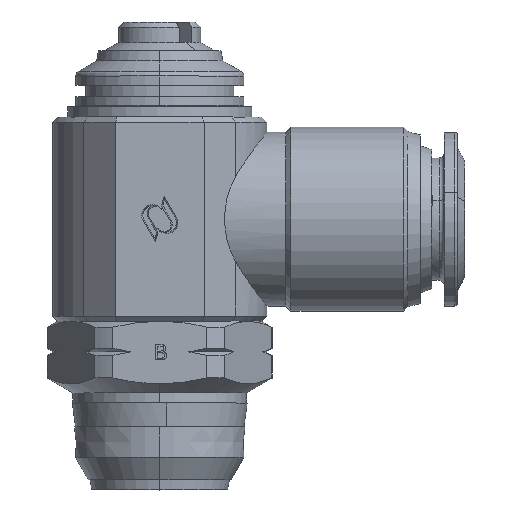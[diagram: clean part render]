
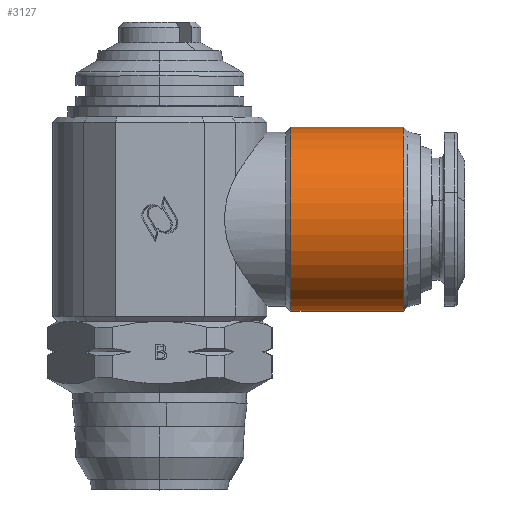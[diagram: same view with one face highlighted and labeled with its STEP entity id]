
A CAD part, top view. The second image highlights one B-rep face of the part: STEP entity #3127.
In plain terms, the highlighted cylindrical face has radius 9 mm (diameter 18 mm), a partial arc.
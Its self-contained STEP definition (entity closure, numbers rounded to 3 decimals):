
#1727 = AXIS2_PLACEMENT_3D ( 'NONE', #2185, #2186, #2194 ) ;
#2185 = CARTESIAN_POINT ( 'NONE',  ( 25.5, 26.5, 0. ) ) ;
#2186 = DIRECTION ( 'NONE',  ( -1., 0., 0. ) ) ;
#2194 = DIRECTION ( 'NONE',  ( 0., -1., 0. ) ) ;
#2346 = ORIENTED_EDGE ( 'NONE', *, *, #3340, .T. ) ;
#2347 = ORIENTED_EDGE ( 'NONE', *, *, #3342, .T. ) ;
#2348 = ORIENTED_EDGE ( 'NONE', *, *, #3343, .F. ) ;
#2349 = ORIENTED_EDGE ( 'NONE', *, *, #3344, .F. ) ;
#2983 = EDGE_LOOP ( 'NONE', ( #2346, #2347, #2348, #2349 ) ) ;
#3127 = ADVANCED_FACE ( 'NONE', ( #8440 ), #8448, .T. ) ;
#3340 = EDGE_CURVE ( 'NONE', #5538, #5539, #6040, .T. ) ;
#3342 = EDGE_CURVE ( 'NONE', #5539, #5537, #6043, .T. ) ;
#3343 = EDGE_CURVE ( 'NONE', #5536, #5537, #6045, .T. ) ;
#3344 = EDGE_CURVE ( 'NONE', #5538, #5536, #6042, .T. ) ;
#5157 = DIRECTION ( 'NONE',  ( -1., 0., 0. ) ) ;
#5159 = CARTESIAN_POINT ( 'NONE',  ( 23.872, 26.5, 0. ) ) ;
#5160 = DIRECTION ( 'NONE',  ( -1., 0., 0. ) ) ;
#5161 = DIRECTION ( 'NONE',  ( 0., -1., 0. ) ) ;
#5162 = CARTESIAN_POINT ( 'NONE',  ( 25.5, 35.5, 0. ) ) ;
#5163 = DIRECTION ( 'NONE',  ( -1., 0., 0. ) ) ;
#5166 = CARTESIAN_POINT ( 'NONE',  ( 25.5, 17.5, 0. ) ) ;
#5167 = CARTESIAN_POINT ( 'NONE',  ( 12.85, 26.5, 0. ) ) ;
#5168 = DIRECTION ( 'NONE',  ( -1., 0., 0. ) ) ;
#5169 = DIRECTION ( 'NONE',  ( 0., -1., 0. ) ) ;
#5536 = VERTEX_POINT ( 'NONE', #7292 ) ;
#5537 = VERTEX_POINT ( 'NONE', #7293 ) ;
#5538 = VERTEX_POINT ( 'NONE', #7294 ) ;
#5539 = VERTEX_POINT ( 'NONE', #7295 ) ;
#6040 = CIRCLE ( 'NONE', #8626, 9. ) ;
#6042 = LINE ( 'NONE', #5166, #6049 ) ;
#6043 = LINE ( 'NONE', #5162, #6046 ) ;
#6045 = CIRCLE ( 'NONE', #8627, 9. ) ;
#6046 = VECTOR ( 'NONE', #5163, 1000. ) ;
#6049 = VECTOR ( 'NONE', #5157, 1000. ) ;
#7292 = CARTESIAN_POINT ( 'NONE',  ( 12.85, 17.5, 0. ) ) ;
#7293 = CARTESIAN_POINT ( 'NONE',  ( 12.85, 35.5, 0. ) ) ;
#7294 = CARTESIAN_POINT ( 'NONE',  ( 23.872, 17.5, 0. ) ) ;
#7295 = CARTESIAN_POINT ( 'NONE',  ( 23.872, 35.5, 0. ) ) ;
#8440 = FACE_OUTER_BOUND ( 'NONE', #2983, .T. ) ;
#8448 = CYLINDRICAL_SURFACE ( 'NONE', #1727, 9. ) ;
#8626 = AXIS2_PLACEMENT_3D ( 'NONE', #5159, #5160, #5161 ) ;
#8627 = AXIS2_PLACEMENT_3D ( 'NONE', #5167, #5168, #5169 ) ;
